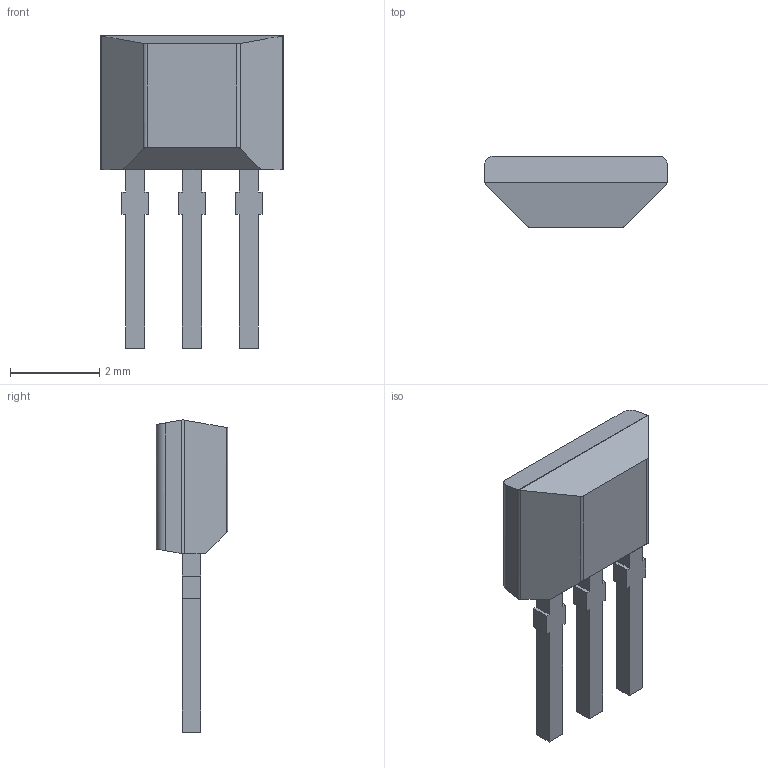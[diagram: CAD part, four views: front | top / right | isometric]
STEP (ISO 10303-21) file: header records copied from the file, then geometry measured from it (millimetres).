
FILE_DESCRIPTION (( 'STEP AP214' ), '1' );
FILE_NAME ('SIP-3_L4.1-W1.6-P1.27-L.step', '2022-07-05T10:47:12', ( '' ), ( '' ), 'SwSTEP 2.0', 'SolidWorks 2020', '' );
FILE_SCHEMA (( 'AUTOMOTIVE_DESIGN' ));
Length unit declared in the file: millimetre
Products named in the file (1): SIP-3_L4.1-W1.6-P1.27-L
Bounding box: 4.1 x 1.6 x 7 mm (x, y, z)
Volume: 18 mm3; surface area: 61.4 mm2
Topology: 4 solids, 4 shells, 287 faces, 777 edges, 518 vertices
Faces by surface type: plane 181, bspline 98, cylinder 8
Entity records: 12669 total; most frequent: CARTESIAN_POINT 2931, ORIENTED_EDGE 1554, DIRECTION 951, EDGE_CURVE 777, LINE 555, VECTOR 555, VERTEX_POINT 518, EDGE_LOOP 307
